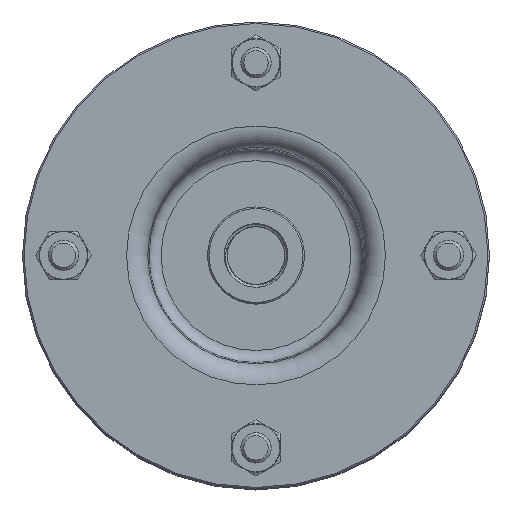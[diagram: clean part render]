
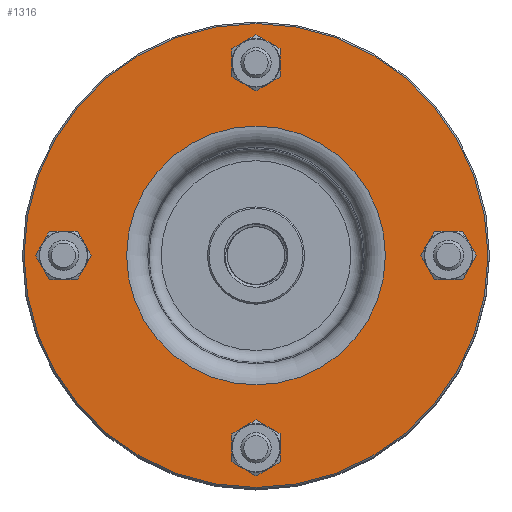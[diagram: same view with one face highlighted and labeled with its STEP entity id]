
A CAD part, top view. The second image highlights one B-rep face of the part: STEP entity #1316.
In plain terms, the highlighted planar face has unit normal (0, 0, 1).
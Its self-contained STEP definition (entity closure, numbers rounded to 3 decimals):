
#1316=ADVANCED_FACE('',(#1821,#1822,#1823,#1824,#1825,#1826),#1474,.T.);
#1474=PLANE('',#5352);
#1821=FACE_BOUND('',#2359,.T.);
#1822=FACE_BOUND('',#2360,.T.);
#1823=FACE_BOUND('',#2361,.T.);
#1824=FACE_BOUND('',#2362,.T.);
#1825=FACE_BOUND('',#2363,.T.);
#1826=FACE_BOUND('',#2364,.T.);
#2359=EDGE_LOOP('',(#3369));
#2360=EDGE_LOOP('',(#3370));
#2361=EDGE_LOOP('',(#3371));
#2362=EDGE_LOOP('',(#3372));
#2363=EDGE_LOOP('',(#3373));
#2364=EDGE_LOOP('',(#3374));
#3369=ORIENTED_EDGE('',*,*,#4402,.T.);
#3370=ORIENTED_EDGE('',*,*,#4403,.F.);
#3371=ORIENTED_EDGE('',*,*,#4404,.F.);
#3372=ORIENTED_EDGE('',*,*,#4405,.F.);
#3373=ORIENTED_EDGE('',*,*,#4406,.F.);
#3374=ORIENTED_EDGE('',*,*,#4407,.F.);
#3879=VERTEX_POINT('',#8418);
#3880=VERTEX_POINT('',#8420);
#3881=VERTEX_POINT('',#8422);
#3882=VERTEX_POINT('',#8424);
#3883=VERTEX_POINT('',#8426);
#3884=VERTEX_POINT('',#8428);
#4402=EDGE_CURVE('',#3879,#3879,#4739,.T.);
#4403=EDGE_CURVE('',#3880,#3880,#4740,.T.);
#4404=EDGE_CURVE('',#3881,#3881,#4741,.T.);
#4405=EDGE_CURVE('',#3882,#3882,#4742,.T.);
#4406=EDGE_CURVE('',#3883,#3883,#4743,.T.);
#4407=EDGE_CURVE('',#3884,#3884,#4744,.T.);
#4739=CIRCLE('',#5346,76.5);
#4740=CIRCLE('',#5347,5.75);
#4741=CIRCLE('',#5348,5.75);
#4742=CIRCLE('',#5349,5.75);
#4743=CIRCLE('',#5350,5.75);
#4744=CIRCLE('',#5351,42.67);
#5346=AXIS2_PLACEMENT_3D('',#8417,#6605,#6606);
#5347=AXIS2_PLACEMENT_3D('',#8419,#6607,#6608);
#5348=AXIS2_PLACEMENT_3D('',#8421,#6609,#6610);
#5349=AXIS2_PLACEMENT_3D('',#8423,#6611,#6612);
#5350=AXIS2_PLACEMENT_3D('',#8425,#6613,#6614);
#5351=AXIS2_PLACEMENT_3D('',#8427,#6615,#6616);
#5352=AXIS2_PLACEMENT_3D('',#8429,#6617,#6618);
#6605=DIRECTION('',(0.,0.,1.));
#6606=DIRECTION('',(1.,0.,0.));
#6607=DIRECTION('',(0.,0.,1.));
#6608=DIRECTION('',(1.,0.,0.));
#6609=DIRECTION('',(0.,0.,1.));
#6610=DIRECTION('',(1.,0.,0.));
#6611=DIRECTION('',(0.,0.,1.));
#6612=DIRECTION('',(1.,0.,0.));
#6613=DIRECTION('',(0.,0.,1.));
#6614=DIRECTION('',(1.,0.,0.));
#6615=DIRECTION('',(0.,0.,1.));
#6616=DIRECTION('',(1.,0.,0.));
#6617=DIRECTION('',(0.,0.,1.));
#6618=DIRECTION('',(1.,0.,0.));
#8417=CARTESIAN_POINT('',(0.,0.,187.));
#8418=CARTESIAN_POINT('',(76.5,0.,187.));
#8419=CARTESIAN_POINT('',(0.,-63.5,187.));
#8420=CARTESIAN_POINT('',(5.75,-63.5,187.));
#8421=CARTESIAN_POINT('',(-63.5,0.,187.));
#8422=CARTESIAN_POINT('',(-57.75,0.,187.));
#8423=CARTESIAN_POINT('',(0.,63.5,187.));
#8424=CARTESIAN_POINT('',(5.75,63.5,187.));
#8425=CARTESIAN_POINT('',(63.5,0.,187.));
#8426=CARTESIAN_POINT('',(69.25,0.,187.));
#8427=CARTESIAN_POINT('',(0.,0.,187.));
#8428=CARTESIAN_POINT('',(42.67,0.,187.));
#8429=CARTESIAN_POINT('',(42.67,0.,187.));
